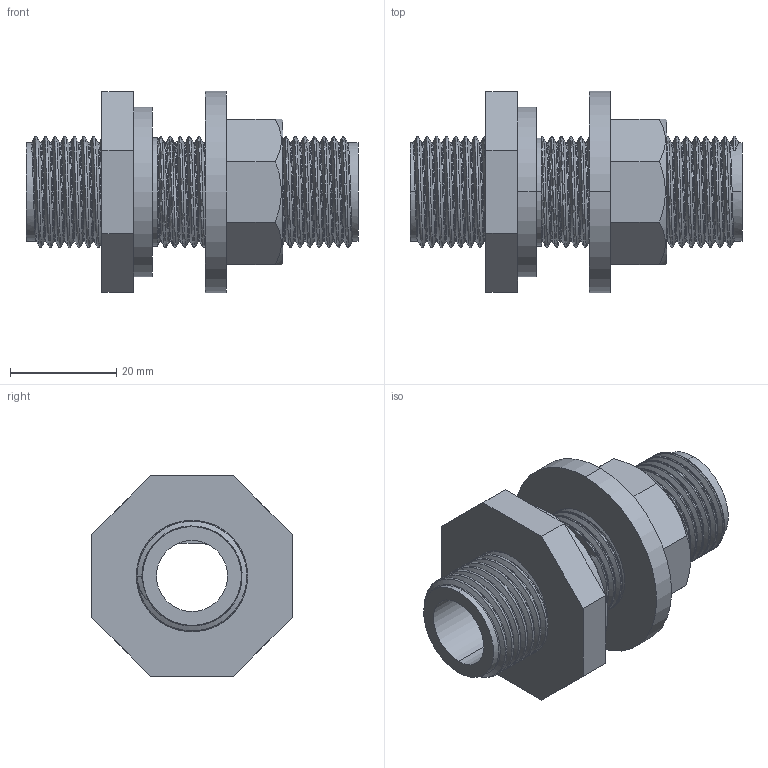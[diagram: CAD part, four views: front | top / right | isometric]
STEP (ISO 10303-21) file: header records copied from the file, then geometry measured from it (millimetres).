
FILE_DESCRIPTION (( 'STEP AP203' ), '1' );
FILE_NAME ('00309_0303.STEP', '2017-05-18T13:35:00', ( '' ), ( '' ), 'SwSTEP 2.0', 'SolidWorks 2011', '' );
FILE_SCHEMA (( 'CONFIG_CONTROL_DESIGN' ));
Length unit declared in the file: millimetre
Products named in the file (4): 00309_0303; 00116_0303; 00190_0303; 00313_0303
Assembly tree (3 placements, depth 2):
  00309_0303
    00116_0303
    00190_0303
    00313_0303
Bounding box: 62.6 x 38 x 38 mm (x, y, z)
Volume: 23903.4 mm3; surface area: 17130.3 mm2
Topology: 3 solids, 3 shells, 140 faces, 379 edges, 248 vertices
Faces by surface type: cylinder 81, plane 27, bspline 15, torus 9, cone 8
Entity records: 21073 total; most frequent: CARTESIAN_POINT 17681, ORIENTED_EDGE 758, DIRECTION 499, EDGE_CURVE 379, VERTEX_POINT 248, AXIS2_PLACEMENT_3D 185, EDGE_LOOP 149, FACE_OUTER_BOUND 140
